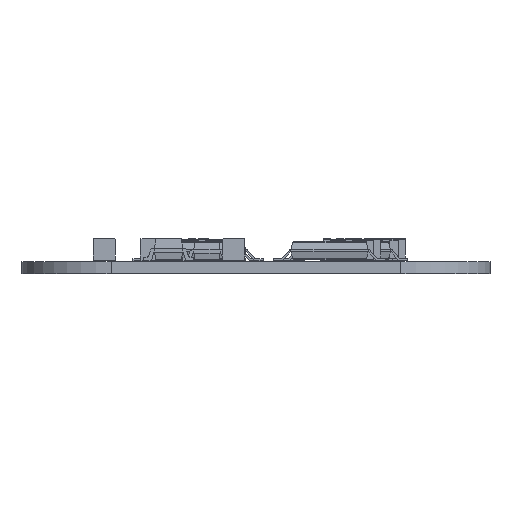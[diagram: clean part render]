
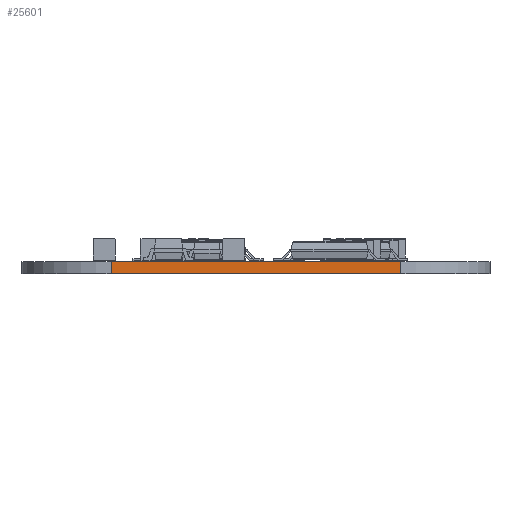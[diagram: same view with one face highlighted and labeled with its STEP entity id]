
A CAD part, front view. The second image highlights one B-rep face of the part: STEP entity #25601.
In plain terms, the highlighted planar face has unit normal (0, -1, 0).
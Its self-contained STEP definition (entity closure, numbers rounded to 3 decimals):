
#24505 = VERTEX_POINT('',#24506);
#24506 = CARTESIAN_POINT('',(3.175,-53.975,0.));
#24513 = EDGE_CURVE('',#24514,#24505,#24516,.T.);
#24514 = VERTEX_POINT('',#24515);
#24515 = CARTESIAN_POINT('',(19.685,-53.975,0.));
#24516 = LINE('',#24517,#24518);
#24517 = CARTESIAN_POINT('',(19.685,-53.975,0.));
#24518 = VECTOR('',#24519,1.);
#24519 = DIRECTION('',(-1.,0.,0.));
#25014 = VERTEX_POINT('',#25015);
#25015 = CARTESIAN_POINT('',(3.175,-53.975,0.7));
#25022 = EDGE_CURVE('',#25023,#25014,#25025,.T.);
#25023 = VERTEX_POINT('',#25024);
#25024 = CARTESIAN_POINT('',(19.685,-53.975,0.7));
#25025 = LINE('',#25026,#25027);
#25026 = CARTESIAN_POINT('',(19.685,-53.975,0.7));
#25027 = VECTOR('',#25028,1.);
#25028 = DIRECTION('',(-1.,0.,0.));
#25571 = EDGE_CURVE('',#24505,#25014,#25572,.T.);
#25572 = LINE('',#25573,#25574);
#25573 = CARTESIAN_POINT('',(3.175,-53.975,0.));
#25574 = VECTOR('',#25575,1.);
#25575 = DIRECTION('',(0.,0.,1.));
#25590 = EDGE_CURVE('',#24514,#25023,#25591,.T.);
#25591 = LINE('',#25592,#25593);
#25592 = CARTESIAN_POINT('',(19.685,-53.975,0.));
#25593 = VECTOR('',#25594,1.);
#25594 = DIRECTION('',(0.,0.,1.));
#25601 = ADVANCED_FACE('',(#25602),#25608,.T.);
#25602 = FACE_BOUND('',#25603,.T.);
#25603 = EDGE_LOOP('',(#25604,#25605,#25606,#25607));
#25604 = ORIENTED_EDGE('',*,*,#25590,.T.);
#25605 = ORIENTED_EDGE('',*,*,#25022,.T.);
#25606 = ORIENTED_EDGE('',*,*,#25571,.F.);
#25607 = ORIENTED_EDGE('',*,*,#24513,.F.);
#25608 = PLANE('',#25609);
#25609 = AXIS2_PLACEMENT_3D('',#25610,#25611,#25612);
#25610 = CARTESIAN_POINT('',(19.685,-53.975,0.));
#25611 = DIRECTION('',(0.,-1.,0.));
#25612 = DIRECTION('',(-1.,0.,0.));
